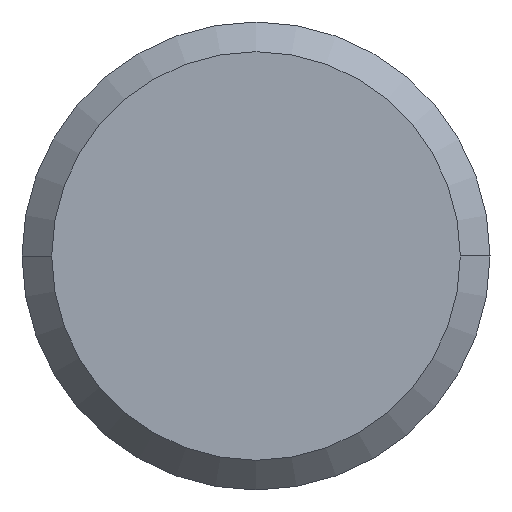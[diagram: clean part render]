
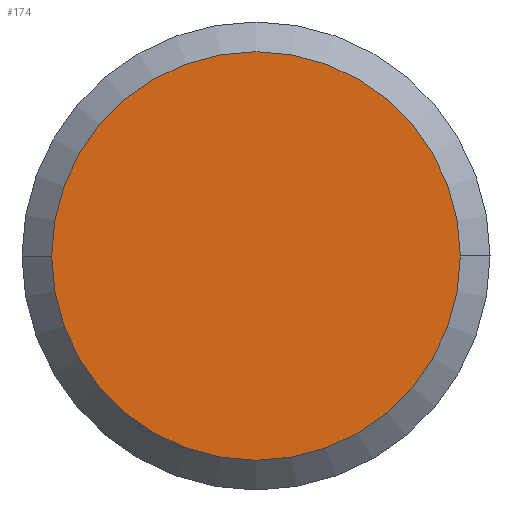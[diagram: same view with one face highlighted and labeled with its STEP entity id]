
A CAD part, left-side view. The second image highlights one B-rep face of the part: STEP entity #174.
In plain terms, the highlighted planar face has unit normal (-1, 0, 0).
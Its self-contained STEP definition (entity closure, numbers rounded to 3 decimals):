
#2 = CIRCLE ( 'NONE', #320, 5.238 ) ;
#4 = ORIENTED_EDGE ( 'NONE', *, *, #168, .F. ) ;
#5 = CARTESIAN_POINT ( 'NONE',  ( 0., 0., 0. ) ) ;
#46 = DIRECTION ( 'NONE',  ( 0., 1., 0. ) ) ;
#84 = FACE_OUTER_BOUND ( 'NONE', #434, .T. ) ;
#89 = CARTESIAN_POINT ( 'NONE',  ( 0., 0., 0. ) ) ;
#98 = CARTESIAN_POINT ( 'NONE',  ( 0., 0., 0. ) ) ;
#129 = EDGE_CURVE ( 'NONE', #365, #576, #2, .T. ) ;
#136 = ORIENTED_EDGE ( 'NONE', *, *, #129, .F. ) ;
#168 = EDGE_CURVE ( 'NONE', #576, #365, #467, .T. ) ;
#174 = ADVANCED_FACE ( 'NONE', ( #84 ), #230, .T. ) ;
#182 = DIRECTION ( 'NONE',  ( 0., 1., 0. ) ) ;
#214 = DIRECTION ( 'NONE',  ( 1., 0., 0. ) ) ;
#230 = PLANE ( 'NONE',  #516 ) ;
#237 = DIRECTION ( 'NONE',  ( -1., 0., 0. ) ) ;
#311 = CARTESIAN_POINT ( 'NONE',  ( 0., 5.238, 0. ) ) ;
#320 = AXIS2_PLACEMENT_3D ( 'NONE', #5, #214, #46 ) ;
#341 = CARTESIAN_POINT ( 'NONE',  ( 0., -5.238, 0. ) ) ;
#365 = VERTEX_POINT ( 'NONE', #341 ) ;
#370 = DIRECTION ( 'NONE',  ( 1., 0., 0. ) ) ;
#391 = AXIS2_PLACEMENT_3D ( 'NONE', #98, #370, #182 ) ;
#434 = EDGE_LOOP ( 'NONE', ( #4, #136 ) ) ;
#467 = CIRCLE ( 'NONE', #391, 5.238 ) ;
#516 = AXIS2_PLACEMENT_3D ( 'NONE', #89, #237, #569 ) ;
#569 = DIRECTION ( 'NONE',  ( 0., -1., 0. ) ) ;
#576 = VERTEX_POINT ( 'NONE', #311 ) ;
